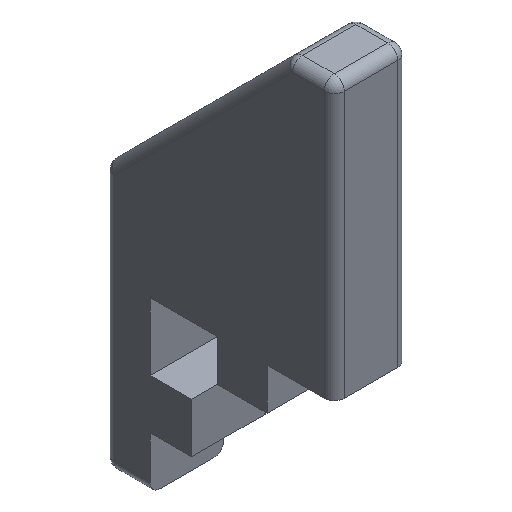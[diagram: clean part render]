
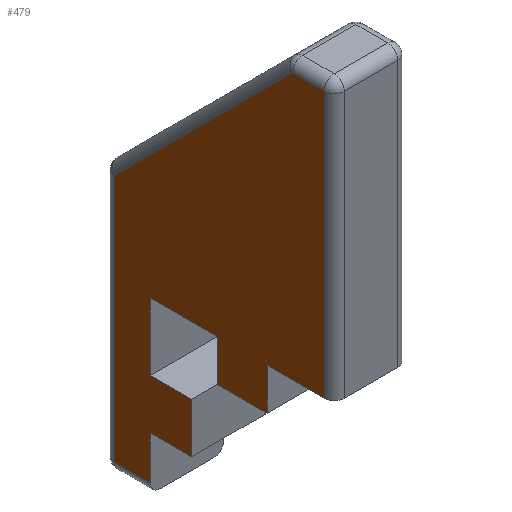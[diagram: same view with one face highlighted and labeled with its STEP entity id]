
A CAD part, isometric view. The second image highlights one B-rep face of the part: STEP entity #479.
In plain terms, the highlighted planar face has unit normal (-1, 0, 0).
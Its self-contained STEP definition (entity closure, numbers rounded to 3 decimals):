
#42 = VERTEX_POINT ( 'NONE', #1963 ) ;
#84 = DIRECTION ( 'NONE',  ( 0., 1., 0. ) ) ;
#92 = CARTESIAN_POINT ( 'NONE',  ( 142., 13.9, 19.544 ) ) ;
#101 = CARTESIAN_POINT ( 'NONE',  ( 142., 13.9, -7.4 ) ) ;
#130 = DIRECTION ( 'NONE',  ( 0., -1., 0. ) ) ;
#133 = LINE ( 'NONE', #2846, #2800 ) ;
#157 = LINE ( 'NONE', #1954, #3260 ) ;
#186 = ORIENTED_EDGE ( 'NONE', *, *, #675, .T. ) ;
#207 = CARTESIAN_POINT ( 'NONE',  ( 142., -2.7, 5.5 ) ) ;
#208 = EDGE_LOOP ( 'NONE', ( #1726, #1082, #2515, #3414, #1584, #734, #736, #186, #3377, #4286, #1098, #1141, #350, #4106, #3234 ) ) ;
#266 = CARTESIAN_POINT ( 'NONE',  ( 142., 5.5, -2.7 ) ) ;
#350 = ORIENTED_EDGE ( 'NONE', *, *, #2837, .T. ) ;
#355 = EDGE_CURVE ( 'NONE', #637, #927, #1668, .T. ) ;
#412 = DIRECTION ( 'NONE',  ( 0., 0.707, -0.707 ) ) ;
#478 = LINE ( 'NONE', #1892, #1533 ) ;
#479 = ADVANCED_FACE ( 'NONE', ( #1421 ), #809, .F. ) ;
#512 = DIRECTION ( 'NONE',  ( 0., 0., 1. ) ) ;
#534 = VECTOR ( 'NONE', #84, 1000. ) ;
#577 = CARTESIAN_POINT ( 'NONE',  ( 142., 10., -2.7 ) ) ;
#579 = LINE ( 'NONE', #646, #3629 ) ;
#605 = CARTESIAN_POINT ( 'NONE',  ( 142., -2.7, 10. ) ) ;
#620 = VERTEX_POINT ( 'NONE', #266 ) ;
#628 = VERTEX_POINT ( 'NONE', #1586 ) ;
#637 = VERTEX_POINT ( 'NONE', #1284 ) ;
#642 = VERTEX_POINT ( 'NONE', #874 ) ;
#646 = CARTESIAN_POINT ( 'NONE',  ( 142., 0., -7.4 ) ) ;
#675 = EDGE_CURVE ( 'NONE', #927, #620, #4015, .T. ) ;
#734 = ORIENTED_EDGE ( 'NONE', *, *, #4406, .T. ) ;
#736 = ORIENTED_EDGE ( 'NONE', *, *, #355, .T. ) ;
#809 = PLANE ( 'NONE',  #3036 ) ;
#874 = CARTESIAN_POINT ( 'NONE',  ( 142., 10., 2.7 ) ) ;
#891 = CARTESIAN_POINT ( 'NONE',  ( 142., 5.5, 2.7 ) ) ;
#895 = CARTESIAN_POINT ( 'NONE',  ( 142., -8.9, 10. ) ) ;
#917 = CARTESIAN_POINT ( 'NONE',  ( 142., 10., -2.7 ) ) ;
#927 = VERTEX_POINT ( 'NONE', #577 ) ;
#974 = VERTEX_POINT ( 'NONE', #891 ) ;
#1082 = ORIENTED_EDGE ( 'NONE', *, *, #1570, .T. ) ;
#1098 = ORIENTED_EDGE ( 'NONE', *, *, #4045, .T. ) ;
#1109 = CARTESIAN_POINT ( 'NONE',  ( 142., 16.722, 16.722 ) ) ;
#1114 = CARTESIAN_POINT ( 'NONE',  ( 142., -2.7, 10. ) ) ;
#1141 = ORIENTED_EDGE ( 'NONE', *, *, #2441, .T. ) ;
#1146 = VERTEX_POINT ( 'NONE', #101 ) ;
#1196 = DIRECTION ( 'NONE',  ( 0., 0., 1. ) ) ;
#1256 = CARTESIAN_POINT ( 'NONE',  ( 142., -5.456, 38.9 ) ) ;
#1284 = CARTESIAN_POINT ( 'NONE',  ( 142., 10., -7.4 ) ) ;
#1288 = DIRECTION ( 'NONE',  ( 0., 0., 1. ) ) ;
#1302 = VERTEX_POINT ( 'NONE', #1256 ) ;
#1305 = DIRECTION ( 'NONE',  ( 0., -1., 0. ) ) ;
#1319 = VECTOR ( 'NONE', #1989, 1000. ) ;
#1421 = FACE_OUTER_BOUND ( 'NONE', #208, .T. ) ;
#1424 = CARTESIAN_POINT ( 'NONE',  ( 142., 2.7, 5.5 ) ) ;
#1533 = VECTOR ( 'NONE', #3310, 1000. ) ;
#1570 = EDGE_CURVE ( 'NONE', #3848, #2336, #133, .T. ) ;
#1583 = CARTESIAN_POINT ( 'NONE',  ( 142., 5.5, -2.7 ) ) ;
#1584 = ORIENTED_EDGE ( 'NONE', *, *, #3772, .T. ) ;
#1586 = CARTESIAN_POINT ( 'NONE',  ( 142., 2.7, 10. ) ) ;
#1668 = LINE ( 'NONE', #3704, #2665 ) ;
#1726 = ORIENTED_EDGE ( 'NONE', *, *, #4462, .T. ) ;
#1770 = CARTESIAN_POINT ( 'NONE',  ( 142., 10., 2.7 ) ) ;
#1794 = CARTESIAN_POINT ( 'NONE',  ( 142., 13.9, 0. ) ) ;
#1836 = LINE ( 'NONE', #4401, #1319 ) ;
#1892 = CARTESIAN_POINT ( 'NONE',  ( 142., 10., 2.7 ) ) ;
#1894 = VECTOR ( 'NONE', #412, 1000. ) ;
#1954 = CARTESIAN_POINT ( 'NONE',  ( 142., 2.7, 5.5 ) ) ;
#1963 = CARTESIAN_POINT ( 'NONE',  ( 142., 10., 10. ) ) ;
#1989 = DIRECTION ( 'NONE',  ( 0., 1., 0. ) ) ;
#2085 = LINE ( 'NONE', #1770, #534 ) ;
#2101 = VECTOR ( 'NONE', #2950, 1000. ) ;
#2152 = DIRECTION ( 'NONE',  ( 1., 0., 0. ) ) ;
#2197 = VERTEX_POINT ( 'NONE', #3512 ) ;
#2284 = DIRECTION ( 'NONE',  ( 0., 0., -1. ) ) ;
#2336 = VERTEX_POINT ( 'NONE', #4313 ) ;
#2441 = EDGE_CURVE ( 'NONE', #42, #628, #3861, .T. ) ;
#2463 = LINE ( 'NONE', #1794, #4433 ) ;
#2466 = VERTEX_POINT ( 'NONE', #1424 ) ;
#2487 = DIRECTION ( 'NONE',  ( 0., -1., 0. ) ) ;
#2493 = VERTEX_POINT ( 'NONE', #1114 ) ;
#2515 = ORIENTED_EDGE ( 'NONE', *, *, #3047, .T. ) ;
#2526 = VECTOR ( 'NONE', #512, 1000. ) ;
#2637 = LINE ( 'NONE', #605, #3485 ) ;
#2661 = LINE ( 'NONE', #207, #2101 ) ;
#2665 = VECTOR ( 'NONE', #1288, 1000. ) ;
#2800 = VECTOR ( 'NONE', #1196, 1000. ) ;
#2826 = LINE ( 'NONE', #1109, #1894 ) ;
#2837 = EDGE_CURVE ( 'NONE', #628, #2466, #157, .T. ) ;
#2846 = CARTESIAN_POINT ( 'NONE',  ( 142., -8.9, 0. ) ) ;
#2869 = VECTOR ( 'NONE', #1305, 1000. ) ;
#2887 = CARTESIAN_POINT ( 'NONE',  ( 142., 2.7, 5.5 ) ) ;
#2950 = DIRECTION ( 'NONE',  ( 0., 0., 1. ) ) ;
#2974 = LINE ( 'NONE', #2887, #3332 ) ;
#2978 = EDGE_CURVE ( 'NONE', #2466, #2197, #2974, .T. ) ;
#3036 = AXIS2_PLACEMENT_3D ( 'NONE', #3946, #2152, #3244 ) ;
#3047 = EDGE_CURVE ( 'NONE', #2336, #1302, #1836, .T. ) ;
#3133 = DIRECTION ( 'NONE',  ( 0., 0., -1. ) ) ;
#3138 = CARTESIAN_POINT ( 'NONE',  ( 142., 10., 10. ) ) ;
#3234 = ORIENTED_EDGE ( 'NONE', *, *, #3295, .T. ) ;
#3244 = DIRECTION ( 'NONE',  ( 0., 0., -1. ) ) ;
#3260 = VECTOR ( 'NONE', #2284, 1000. ) ;
#3295 = EDGE_CURVE ( 'NONE', #2197, #2493, #2661, .T. ) ;
#3310 = DIRECTION ( 'NONE',  ( 0., 0., 1. ) ) ;
#3332 = VECTOR ( 'NONE', #130, 1000. ) ;
#3377 = ORIENTED_EDGE ( 'NONE', *, *, #4362, .T. ) ;
#3414 = ORIENTED_EDGE ( 'NONE', *, *, #3746, .T. ) ;
#3485 = VECTOR ( 'NONE', #4033, 1000. ) ;
#3512 = CARTESIAN_POINT ( 'NONE',  ( 142., -2.7, 5.5 ) ) ;
#3629 = VECTOR ( 'NONE', #4403, 1000. ) ;
#3704 = CARTESIAN_POINT ( 'NONE',  ( 142., 10., -2.7 ) ) ;
#3746 = EDGE_CURVE ( 'NONE', #1302, #3783, #2826, .T. ) ;
#3772 = EDGE_CURVE ( 'NONE', #3783, #1146, #2463, .T. ) ;
#3783 = VERTEX_POINT ( 'NONE', #92 ) ;
#3848 = VERTEX_POINT ( 'NONE', #895 ) ;
#3861 = LINE ( 'NONE', #3138, #4423 ) ;
#3946 = CARTESIAN_POINT ( 'NONE',  ( 142., 0., 0. ) ) ;
#4015 = LINE ( 'NONE', #917, #2869 ) ;
#4033 = DIRECTION ( 'NONE',  ( 0., -1., 0. ) ) ;
#4045 = EDGE_CURVE ( 'NONE', #642, #42, #478, .T. ) ;
#4106 = ORIENTED_EDGE ( 'NONE', *, *, #2978, .T. ) ;
#4261 = EDGE_CURVE ( 'NONE', #974, #642, #2085, .T. ) ;
#4286 = ORIENTED_EDGE ( 'NONE', *, *, #4261, .T. ) ;
#4310 = LINE ( 'NONE', #1583, #2526 ) ;
#4313 = CARTESIAN_POINT ( 'NONE',  ( 142., -8.9, 38.9 ) ) ;
#4362 = EDGE_CURVE ( 'NONE', #620, #974, #4310, .T. ) ;
#4401 = CARTESIAN_POINT ( 'NONE',  ( 142., 0., 38.9 ) ) ;
#4403 = DIRECTION ( 'NONE',  ( 0., -1., 0. ) ) ;
#4406 = EDGE_CURVE ( 'NONE', #1146, #637, #579, .T. ) ;
#4423 = VECTOR ( 'NONE', #2487, 1000. ) ;
#4433 = VECTOR ( 'NONE', #3133, 1000. ) ;
#4462 = EDGE_CURVE ( 'NONE', #2493, #3848, #2637, .T. ) ;
